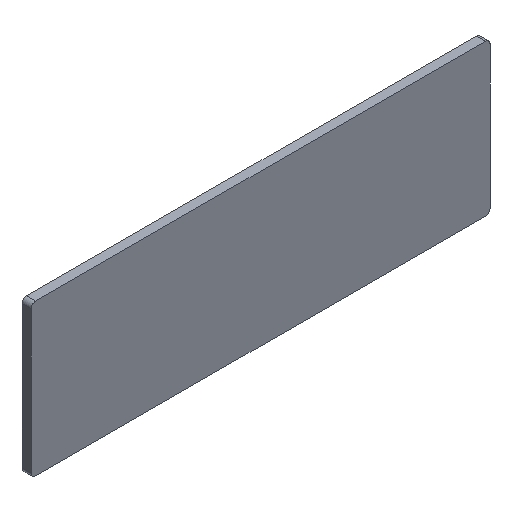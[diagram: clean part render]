
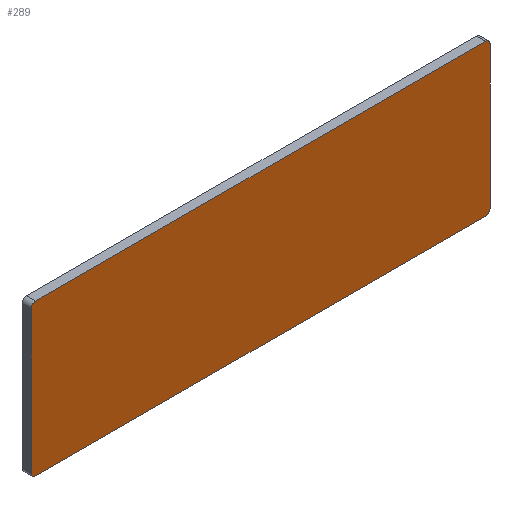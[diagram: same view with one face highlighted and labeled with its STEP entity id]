
A CAD part, isometric view. The second image highlights one B-rep face of the part: STEP entity #289.
In plain terms, the highlighted planar face has unit normal (0, -1, 0).
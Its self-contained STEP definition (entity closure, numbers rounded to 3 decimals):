
#97 = EDGE_CURVE('',#98,#100,#102,.T.);
#98 = VERTEX_POINT('',#99);
#99 = CARTESIAN_POINT('',(50.75,59.,-4.1));
#100 = VERTEX_POINT('',#101);
#101 = CARTESIAN_POINT('',(50.75,59.,27.4));
#102 = LINE('',#103,#104);
#103 = CARTESIAN_POINT('',(50.75,59.,-5.1));
#104 = VECTOR('',#105,1.);
#105 = DIRECTION('',(0.,0.,1.));
#128 = EDGE_CURVE('',#98,#129,#131,.T.);
#129 = VERTEX_POINT('',#130);
#130 = CARTESIAN_POINT('',(49.75,59.,-5.1));
#131 = CIRCLE('',#132,1.);
#132 = AXIS2_PLACEMENT_3D('',#133,#134,#135);
#133 = CARTESIAN_POINT('',(49.75,59.,-4.1));
#134 = DIRECTION('',(0.,1.,0.));
#135 = DIRECTION('',(0.,0.,-1.));
#153 = EDGE_CURVE('',#100,#154,#156,.T.);
#154 = VERTEX_POINT('',#155);
#155 = CARTESIAN_POINT('',(49.75,59.,28.4));
#156 = CIRCLE('',#157,1.);
#157 = AXIS2_PLACEMENT_3D('',#158,#159,#160);
#158 = CARTESIAN_POINT('',(49.75,59.,27.4));
#159 = DIRECTION('',(0.,-1.,0.));
#160 = DIRECTION('',(-0.,0.,-1.));
#180 = VERTEX_POINT('',#181);
#181 = CARTESIAN_POINT('',(-49.75,59.,-5.1));
#187 = EDGE_CURVE('',#180,#129,#188,.T.);
#188 = LINE('',#189,#190);
#189 = CARTESIAN_POINT('',(-50.75,59.,-5.1));
#190 = VECTOR('',#191,1.);
#191 = DIRECTION('',(1.,0.,0.));
#204 = VERTEX_POINT('',#205);
#205 = CARTESIAN_POINT('',(-49.75,59.,28.4));
#211 = EDGE_CURVE('',#204,#154,#212,.T.);
#212 = LINE('',#213,#214);
#213 = CARTESIAN_POINT('',(-50.75,59.,28.4));
#214 = VECTOR('',#215,1.);
#215 = DIRECTION('',(1.,0.,0.));
#228 = EDGE_CURVE('',#229,#180,#231,.T.);
#229 = VERTEX_POINT('',#230);
#230 = CARTESIAN_POINT('',(-50.75,59.,-4.1));
#231 = CIRCLE('',#232,1.);
#232 = AXIS2_PLACEMENT_3D('',#233,#234,#235);
#233 = CARTESIAN_POINT('',(-49.75,59.,-4.1));
#234 = DIRECTION('',(0.,-1.,0.));
#235 = DIRECTION('',(0.,0.,1.));
#253 = EDGE_CURVE('',#254,#204,#256,.T.);
#254 = VERTEX_POINT('',#255);
#255 = CARTESIAN_POINT('',(-50.75,59.,27.4));
#256 = CIRCLE('',#257,1.);
#257 = AXIS2_PLACEMENT_3D('',#258,#259,#260);
#258 = CARTESIAN_POINT('',(-49.75,59.,27.4));
#259 = DIRECTION('',(0.,1.,-0.));
#260 = DIRECTION('',(0.,0.,1.));
#278 = EDGE_CURVE('',#229,#254,#279,.T.);
#279 = LINE('',#280,#281);
#280 = CARTESIAN_POINT('',(-50.75,59.,-5.1));
#281 = VECTOR('',#282,1.);
#282 = DIRECTION('',(0.,0.,1.));
#289 = ADVANCED_FACE('',(#290),#300,.F.);
#290 = FACE_BOUND('',#291,.F.);
#291 = EDGE_LOOP('',(#292,#293,#294,#295,#296,#297,#298,#299));
#292 = ORIENTED_EDGE('',*,*,#278,.T.);
#293 = ORIENTED_EDGE('',*,*,#253,.T.);
#294 = ORIENTED_EDGE('',*,*,#211,.T.);
#295 = ORIENTED_EDGE('',*,*,#153,.F.);
#296 = ORIENTED_EDGE('',*,*,#97,.F.);
#297 = ORIENTED_EDGE('',*,*,#128,.T.);
#298 = ORIENTED_EDGE('',*,*,#187,.F.);
#299 = ORIENTED_EDGE('',*,*,#228,.F.);
#300 = PLANE('',#301);
#301 = AXIS2_PLACEMENT_3D('',#302,#303,#304);
#302 = CARTESIAN_POINT('',(-50.75,59.,-5.1));
#303 = DIRECTION('',(0.,1.,0.));
#304 = DIRECTION('',(1.,0.,0.));
